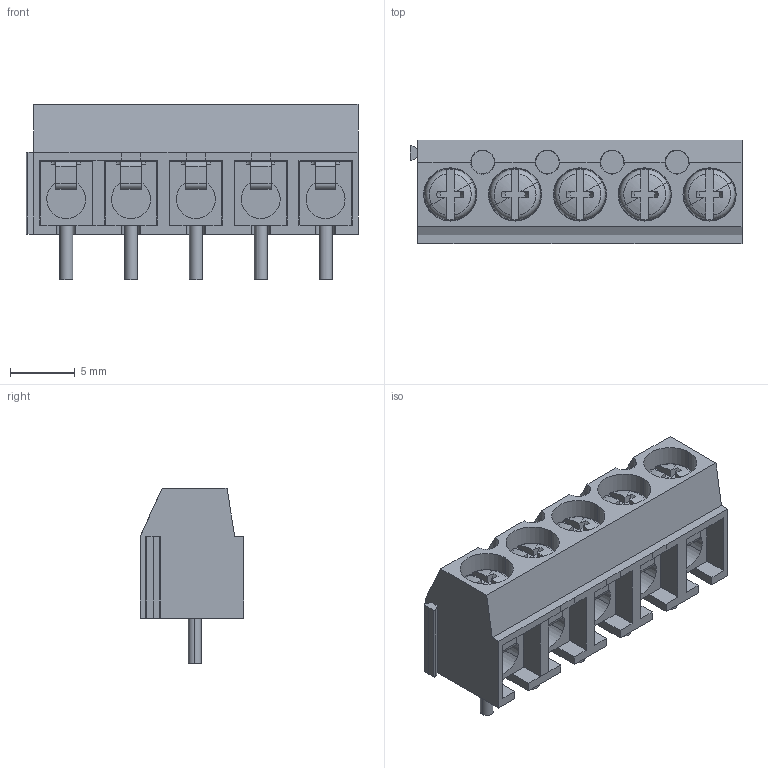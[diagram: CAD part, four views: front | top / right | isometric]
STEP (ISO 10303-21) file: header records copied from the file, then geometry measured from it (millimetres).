
FILE_DESCRIPTION(('CATIA V5 STEP Exchange','CAx-IF Rec.Pracs.--- Model Styling and Organization---1.4--- 2014-01-23'),'2;1');
FILE_NAME ('D1530030_1_2681790000_2681790000.stp','2022-05-05T13:09:02+00:00',('none'),('Weidmueller'),'CATIA Version 5-6 Release 2016 SP3 HF44','CATIA V5 STEP AP214','none');
FILE_SCHEMA(('AUTOMOTIVE_DESIGN { 1 0 10303 214 1 1 1 1 }'));
Length unit declared in the file: millimetre
Products named in the file (1): 2681790000
Bounding box: 25.6 x 8 x 13.5 mm (x, y, z)
Volume: 1109.3 mm3; surface area: 2898.9 mm2
Topology: 11 solids, 11 shells, 360 faces, 1018 edges, 686 vertices
Faces by surface type: plane 220, cylinder 81, cone 29, revolution 20, torus 10
Entity records: 11307 total; most frequent: CARTESIAN_POINT 2847, ORIENTED_EDGE 2036, DIRECTION 1232, EDGE_CURVE 1018, VERTEX_POINT 686, VECTOR 625, LINE 625, AXIS2_PLACEMENT_3D 417
